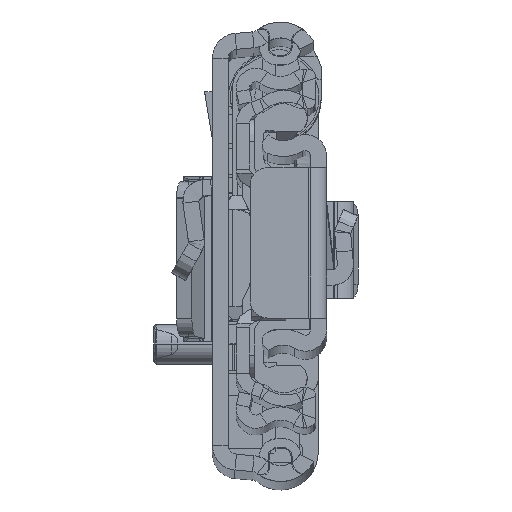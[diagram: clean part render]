
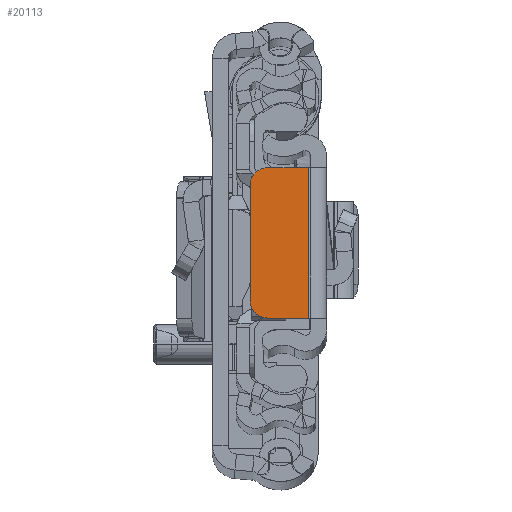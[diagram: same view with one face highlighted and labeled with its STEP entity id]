
A CAD part, top view. The second image highlights one B-rep face of the part: STEP entity #20113.
In plain terms, the highlighted planar face has unit normal (0, 0, 1).
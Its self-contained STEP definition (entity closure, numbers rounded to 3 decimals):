
#227 = ORIENTED_EDGE ( 'NONE', *, *, #22163, .T. ) ;
#2776 = PLANE ( 'NONE',  #20234 ) ;
#2840 = CARTESIAN_POINT ( 'NONE',  ( -6.65, 6.5, 0. ) ) ;
#2870 = DIRECTION ( 'NONE',  ( -1., 0., 0. ) ) ;
#2951 = VERTEX_POINT ( 'NONE', #31102 ) ;
#3288 = ORIENTED_EDGE ( 'NONE', *, *, #17628, .T. ) ;
#6488 = CARTESIAN_POINT ( 'NONE',  ( -6.65, -8.5, 0. ) ) ;
#7230 = CARTESIAN_POINT ( 'NONE',  ( -8.65, 0., 0. ) ) ;
#7382 = LINE ( 'NONE', #26959, #41240 ) ;
#8039 = ORIENTED_EDGE ( 'NONE', *, *, #18115, .T. ) ;
#8234 = CARTESIAN_POINT ( 'NONE',  ( 0., 8.5, 0. ) ) ;
#9135 = ORIENTED_EDGE ( 'NONE', *, *, #38622, .F. ) ;
#9454 = VECTOR ( 'NONE', #27384, 1000. ) ;
#9615 = DIRECTION ( 'NONE',  ( 0., 0., 1. ) ) ;
#12303 = VERTEX_POINT ( 'NONE', #39752 ) ;
#12684 = CIRCLE ( 'NONE', #26107, 2. ) ;
#12840 = AXIS2_PLACEMENT_3D ( 'NONE', #31919, #9615, #2870 ) ;
#13395 = LINE ( 'NONE', #26218, #34633 ) ;
#13453 = CARTESIAN_POINT ( 'NONE',  ( -8.65, 6.5, 0. ) ) ;
#15210 = VERTEX_POINT ( 'NONE', #6488 ) ;
#15800 = CARTESIAN_POINT ( 'NONE',  ( -2.05, 8.5, 0. ) ) ;
#15995 = EDGE_CURVE ( 'NONE', #38066, #38073, #12684, .T. ) ;
#16235 = DIRECTION ( 'NONE',  ( 0., 0., -1. ) ) ;
#16935 = DIRECTION ( 'NONE',  ( 0., -1., 0. ) ) ;
#17476 = VECTOR ( 'NONE', #16935, 1000. ) ;
#17628 = EDGE_CURVE ( 'NONE', #41367, #38066, #34128, .T. ) ;
#18115 = EDGE_CURVE ( 'NONE', #2951, #15210, #33704, .T. ) ;
#19290 = DIRECTION ( 'NONE',  ( 1., 0., 0. ) ) ;
#20113 = ADVANCED_FACE ( 'NONE', ( #35205 ), #2776, .F. ) ;
#20234 = AXIS2_PLACEMENT_3D ( 'NONE', #37940, #16235, #29101 ) ;
#22163 = EDGE_CURVE ( 'NONE', #15210, #12303, #13395, .T. ) ;
#23372 = DIRECTION ( 'NONE',  ( 0., -1., 0. ) ) ;
#26107 = AXIS2_PLACEMENT_3D ( 'NONE', #2840, #40733, #34638 ) ;
#26218 = CARTESIAN_POINT ( 'NONE',  ( 0., -8.5, 0. ) ) ;
#26959 = CARTESIAN_POINT ( 'NONE',  ( -2.05, -8.5, 0. ) ) ;
#27384 = DIRECTION ( 'NONE',  ( -1., 0., 0. ) ) ;
#28812 = EDGE_CURVE ( 'NONE', #38073, #2951, #32730, .T. ) ;
#29101 = DIRECTION ( 'NONE',  ( -1., 0., 0. ) ) ;
#31102 = CARTESIAN_POINT ( 'NONE',  ( -8.65, -6.5, 0. ) ) ;
#31919 = CARTESIAN_POINT ( 'NONE',  ( -6.65, -6.5, 0. ) ) ;
#32730 = LINE ( 'NONE', #7230, #17476 ) ;
#33704 = CIRCLE ( 'NONE', #12840, 2. ) ;
#34128 = LINE ( 'NONE', #8234, #9454 ) ;
#34633 = VECTOR ( 'NONE', #19290, 1000. ) ;
#34638 = DIRECTION ( 'NONE',  ( -1., 0., 0. ) ) ;
#35205 = FACE_OUTER_BOUND ( 'NONE', #41300, .T. ) ;
#35607 = ORIENTED_EDGE ( 'NONE', *, *, #15995, .T. ) ;
#36683 = ORIENTED_EDGE ( 'NONE', *, *, #28812, .T. ) ;
#37940 = CARTESIAN_POINT ( 'NONE',  ( 0., 0., 0. ) ) ;
#38066 = VERTEX_POINT ( 'NONE', #39352 ) ;
#38073 = VERTEX_POINT ( 'NONE', #13453 ) ;
#38622 = EDGE_CURVE ( 'NONE', #41367, #12303, #7382, .T. ) ;
#39352 = CARTESIAN_POINT ( 'NONE',  ( -6.65, 8.5, 0. ) ) ;
#39752 = CARTESIAN_POINT ( 'NONE',  ( -2.05, -8.5, 0. ) ) ;
#40733 = DIRECTION ( 'NONE',  ( 0., 0., 1. ) ) ;
#41240 = VECTOR ( 'NONE', #23372, 1000. ) ;
#41300 = EDGE_LOOP ( 'NONE', ( #36683, #8039, #227, #9135, #3288, #35607 ) ) ;
#41367 = VERTEX_POINT ( 'NONE', #15800 ) ;
